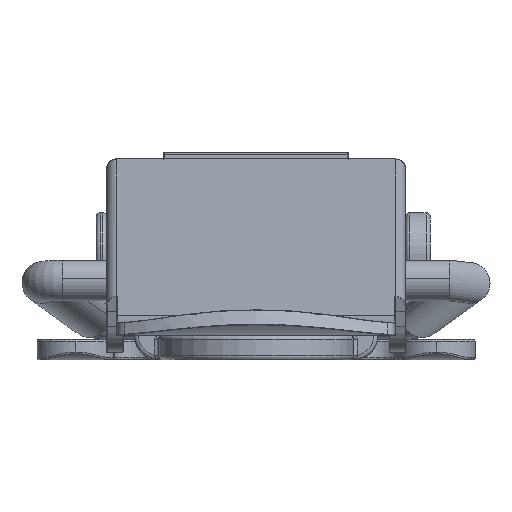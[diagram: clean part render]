
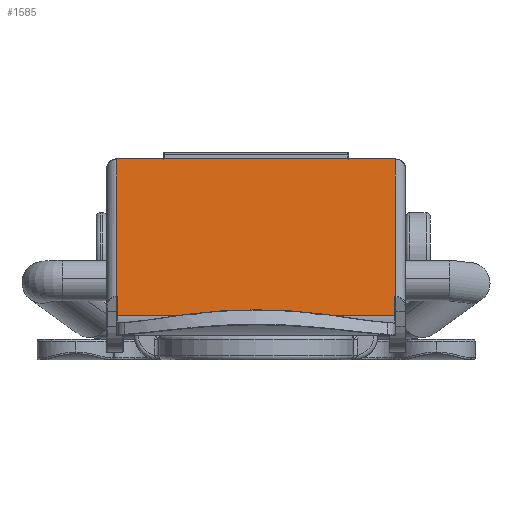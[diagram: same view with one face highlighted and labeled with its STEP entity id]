
A CAD part, front view. The second image highlights one B-rep face of the part: STEP entity #1585.
In plain terms, the highlighted face is planar.
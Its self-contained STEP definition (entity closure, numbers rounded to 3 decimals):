
#1326 = VERTEX_POINT ( 'NONE', #6343 ) ;
#1329 = VERTEX_POINT ( 'NONE', #6387 ) ;
#1396 = EDGE_CURVE ( 'NONE', #1329, #1326, #6496, .T. ) ;
#1571 = ORIENTED_EDGE ( 'NONE', *, *, #1396, .T. ) ;
#1572 = ORIENTED_EDGE ( 'NONE', *, *, #1597, .T. ) ;
#1573 = EDGE_CURVE ( 'NONE', #1590, #1329, #6881, .T. ) ;
#1574 = EDGE_CURVE ( 'NONE', #1326, #1578, #6871, .T. ) ;
#1575 = ORIENTED_EDGE ( 'NONE', *, *, #1579, .T. ) ;
#1576 = ORIENTED_EDGE ( 'NONE', *, *, #1574, .T. ) ;
#1578 = VERTEX_POINT ( 'NONE', #6874 ) ;
#1579 = EDGE_CURVE ( 'NONE', #1578, #1601, #6879, .T. ) ;
#1583 = EDGE_CURVE ( 'NONE', #1601, #1594, #6861, .T. ) ;
#1585 = ADVANCED_FACE ( 'NONE', ( #6863 ), #6862, .F. ) ;
#1586 = ORIENTED_EDGE ( 'NONE', *, *, #1587, .T. ) ;
#1587 = EDGE_CURVE ( 'NONE', #1594, #1608, #6882, .T. ) ;
#1588 = ORIENTED_EDGE ( 'NONE', *, *, #1573, .T. ) ;
#1589 = VERTEX_POINT ( 'NONE', #6883 ) ;
#1590 = VERTEX_POINT ( 'NONE', #6912 ) ;
#1591 = ORIENTED_EDGE ( 'NONE', *, *, #1593, .T. ) ;
#1593 = EDGE_CURVE ( 'NONE', #1608, #1589, #6904, .T. ) ;
#1594 = VERTEX_POINT ( 'NONE', #6908 ) ;
#1597 = EDGE_CURVE ( 'NONE', #1589, #1590, #6898, .T. ) ;
#1601 = VERTEX_POINT ( 'NONE', #6851 ) ;
#1603 = EDGE_LOOP ( 'NONE', ( #1604, #1586, #1591, #1572, #1588, #1571, #1576, #1575 ) ) ;
#1604 = ORIENTED_EDGE ( 'NONE', *, *, #1583, .T. ) ;
#1608 = VERTEX_POINT ( 'NONE', #6928 ) ;
#6343 = CARTESIAN_POINT ( 'NONE',  ( -6.78, -9.472, 1.897 ) ) ;
#6387 = CARTESIAN_POINT ( 'NONE',  ( 6.78, -9.472, 1.897 ) ) ;
#6495 = CARTESIAN_POINT ( 'NONE',  ( -7.3, -9.472, 1.897 ) ) ;
#6496 = LINE ( 'NONE', #6495, #6527 ) ;
#6526 = DIRECTION ( 'NONE',  ( -1., 0., 0. ) ) ;
#6527 = VECTOR ( 'NONE', #6526, 1000. ) ;
#6850 = CARTESIAN_POINT ( 'NONE',  ( -7.3, -0.025, 1.909 ) ) ;
#6851 = CARTESIAN_POINT ( 'NONE',  ( -6.8, -6.979, 1.9 ) ) ;
#6852 = AXIS2_PLACEMENT_3D ( 'NONE', #6850, #6910, #6909 ) ;
#6853 = VECTOR ( 'NONE', #6913, 1000. ) ;
#6854 = CARTESIAN_POINT ( 'NONE',  ( -6.8, -0.025, 1.909 ) ) ;
#6861 = LINE ( 'NONE', #6854, #6853 ) ;
#6862 = PLANE ( 'NONE',  #6852 ) ;
#6863 = FACE_OUTER_BOUND ( 'NONE', #1603, .T. ) ;
#6864 = VECTOR ( 'NONE', #6877, 1000. ) ;
#6867 = DIRECTION ( 'NONE',  ( 0., 1., 0.001 ) ) ;
#6868 = VECTOR ( 'NONE', #6867, 1000. ) ;
#6869 = CARTESIAN_POINT ( 'NONE',  ( -6.78, -0.025, 1.909 ) ) ;
#6871 = LINE ( 'NONE', #6869, #6868 ) ;
#6872 = DIRECTION ( 'NONE',  ( 0., -1., -0.001 ) ) ;
#6873 = VECTOR ( 'NONE', #6872, 1000. ) ;
#6874 = CARTESIAN_POINT ( 'NONE',  ( -6.78, -6.979, 1.9 ) ) ;
#6877 = DIRECTION ( 'NONE',  ( -1., 0., 0. ) ) ;
#6878 = CARTESIAN_POINT ( 'NONE',  ( -7.3, -6.979, 1.9 ) ) ;
#6879 = LINE ( 'NONE', #6878, #6864 ) ;
#6880 = CARTESIAN_POINT ( 'NONE',  ( 6.78, -0.025, 1.909 ) ) ;
#6881 = LINE ( 'NONE', #6880, #6873 ) ;
#6882 = LINE ( 'NONE', #6911, #6907 ) ;
#6883 = CARTESIAN_POINT ( 'NONE',  ( 6.8, -6.979, 1.9 ) ) ;
#6889 = DIRECTION ( 'NONE',  ( -1., 0., 0. ) ) ;
#6890 = VECTOR ( 'NONE', #6889, 1000. ) ;
#6897 = CARTESIAN_POINT ( 'NONE',  ( -7.3, -6.979, 1.9 ) ) ;
#6898 = LINE ( 'NONE', #6897, #6890 ) ;
#6899 = DIRECTION ( 'NONE',  ( 0., -1., -0.001 ) ) ;
#6900 = VECTOR ( 'NONE', #6899, 1000. ) ;
#6903 = CARTESIAN_POINT ( 'NONE',  ( 6.8, -0.025, 1.909 ) ) ;
#6904 = LINE ( 'NONE', #6903, #6900 ) ;
#6906 = DIRECTION ( 'NONE',  ( 1., 0., 0. ) ) ;
#6907 = VECTOR ( 'NONE', #6906, 1000. ) ;
#6908 = CARTESIAN_POINT ( 'NONE',  ( -6.8, 10.98, 1.922 ) ) ;
#6909 = DIRECTION ( 'NONE',  ( 0., -1., -0.001 ) ) ;
#6910 = DIRECTION ( 'NONE',  ( 0., -0.001, 1. ) ) ;
#6911 = CARTESIAN_POINT ( 'NONE',  ( -7.3, 10.98, 1.922 ) ) ;
#6912 = CARTESIAN_POINT ( 'NONE',  ( 6.78, -6.979, 1.9 ) ) ;
#6913 = DIRECTION ( 'NONE',  ( 0., 1., 0.001 ) ) ;
#6928 = CARTESIAN_POINT ( 'NONE',  ( 6.8, 10.98, 1.922 ) ) ;
